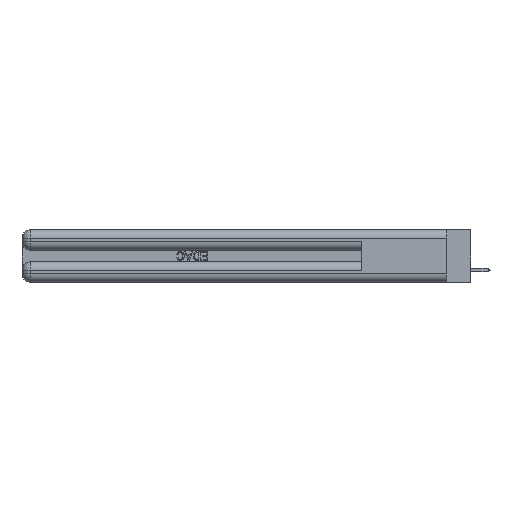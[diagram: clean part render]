
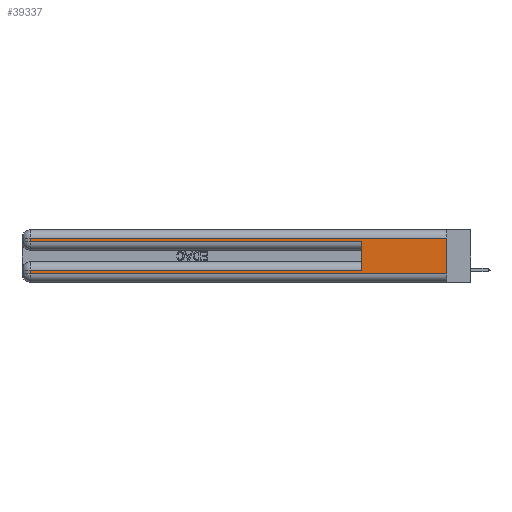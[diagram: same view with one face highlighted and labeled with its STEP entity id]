
A CAD part, left-side view. The second image highlights one B-rep face of the part: STEP entity #39337.
In plain terms, the highlighted planar face has unit normal (-1, 0, 0).
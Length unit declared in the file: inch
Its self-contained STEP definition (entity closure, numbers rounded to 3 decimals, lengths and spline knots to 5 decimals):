
#1335 = EDGE_CURVE ( 'NONE', #43833, #11510, #35875, .T. ) ;
#2626 = VERTEX_POINT ( 'NONE', #14230 ) ;
#3885 = CARTESIAN_POINT ( 'NONE',  ( 0., 0., 0.31 ) ) ;
#3997 = VECTOR ( 'NONE', #29820, 39.37008 ) ;
#7207 = EDGE_CURVE ( 'NONE', #17489, #31412, #12119, .T. ) ;
#8691 = EDGE_CURVE ( 'NONE', #2626, #32507, #10929, .T. ) ;
#10383 = VECTOR ( 'NONE', #43188, 39.37008 ) ;
#10489 = CARTESIAN_POINT ( 'NONE',  ( 0., 0., 0.085 ) ) ;
#10929 = LINE ( 'NONE', #20942, #19455 ) ;
#11510 = VERTEX_POINT ( 'NONE', #27202 ) ;
#11602 = CARTESIAN_POINT ( 'NONE',  ( 0., 2.94, 0.085 ) ) ;
#12119 = LINE ( 'NONE', #27767, #33692 ) ;
#13239 = DIRECTION ( 'NONE',  ( 0., 0., -1. ) ) ;
#14230 = CARTESIAN_POINT ( 'NONE',  ( 0., 0.6, 0.085 ) ) ;
#14926 = EDGE_CURVE ( 'NONE', #2626, #17489, #35853, .T. ) ;
#17489 = VERTEX_POINT ( 'NONE', #11602 ) ;
#19455 = VECTOR ( 'NONE', #21560, 39.37008 ) ;
#20039 = LINE ( 'NONE', #21384, #10383 ) ;
#20567 = PLANE ( 'NONE',  #20648 ) ;
#20648 = AXIS2_PLACEMENT_3D ( 'NONE', #34948, #27554, #13239 ) ;
#20942 = CARTESIAN_POINT ( 'NONE',  ( 0., 0.6, 0.145 ) ) ;
#21038 = DIRECTION ( 'NONE',  ( 0., 0., -1. ) ) ;
#21342 = VERTEX_POINT ( 'NONE', #37024 ) ;
#21384 = CARTESIAN_POINT ( 'NONE',  ( 0., 2.94, 0.37 ) ) ;
#21458 = DIRECTION ( 'NONE',  ( 0., 1., 0. ) ) ;
#21560 = DIRECTION ( 'NONE',  ( 0., 0., 1. ) ) ;
#21901 = DIRECTION ( 'NONE',  ( 0., 1., 0. ) ) ;
#21940 = CARTESIAN_POINT ( 'NONE',  ( 0., 2.94, 0.31 ) ) ;
#22522 = VECTOR ( 'NONE', #35038, 39.37008 ) ;
#22652 = CARTESIAN_POINT ( 'NONE',  ( 0., 0., 0.31 ) ) ;
#23372 = CARTESIAN_POINT ( 'NONE',  ( 0., 0., 0.37 ) ) ;
#25288 = ORIENTED_EDGE ( 'NONE', *, *, #39042, .T. ) ;
#25722 = ORIENTED_EDGE ( 'NONE', *, *, #8691, .F. ) ;
#25927 = EDGE_CURVE ( 'NONE', #21342, #32507, #44741, .T. ) ;
#26845 = VECTOR ( 'NONE', #21038, 39.37008 ) ;
#26900 = LINE ( 'NONE', #3885, #31439 ) ;
#27202 = CARTESIAN_POINT ( 'NONE',  ( 0., 0., 0.06 ) ) ;
#27554 = DIRECTION ( 'NONE',  ( 1., 0., 0. ) ) ;
#27715 = EDGE_LOOP ( 'NONE', ( #42104, #42536, #25288, #44398, #25722, #40935, #29638, #33911 ) ) ;
#27767 = CARTESIAN_POINT ( 'NONE',  ( 0., 2.94, 0.37 ) ) ;
#29638 = ORIENTED_EDGE ( 'NONE', *, *, #7207, .T. ) ;
#29820 = DIRECTION ( 'NONE',  ( 0., -1., 0. ) ) ;
#31220 = EDGE_CURVE ( 'NONE', #31412, #11510, #37232, .T. ) ;
#31227 = DIRECTION ( 'NONE',  ( 0., 0., -1. ) ) ;
#31412 = VERTEX_POINT ( 'NONE', #32172 ) ;
#31439 = VECTOR ( 'NONE', #21458, 39.37008 ) ;
#32172 = CARTESIAN_POINT ( 'NONE',  ( 0., 2.94, 0.06 ) ) ;
#32211 = CARTESIAN_POINT ( 'NONE',  ( 0., 0., 0.285 ) ) ;
#32507 = VERTEX_POINT ( 'NONE', #40215 ) ;
#33692 = VECTOR ( 'NONE', #31227, 39.37008 ) ;
#33911 = ORIENTED_EDGE ( 'NONE', *, *, #31220, .T. ) ;
#34948 = CARTESIAN_POINT ( 'NONE',  ( 0., 0., 0.37 ) ) ;
#35038 = DIRECTION ( 'NONE',  ( 0., -1., 0. ) ) ;
#35853 = LINE ( 'NONE', #10489, #46026 ) ;
#35875 = LINE ( 'NONE', #23372, #26845 ) ;
#37024 = CARTESIAN_POINT ( 'NONE',  ( 0., 2.94, 0.285 ) ) ;
#37232 = LINE ( 'NONE', #39295, #22522 ) ;
#39042 = EDGE_CURVE ( 'NONE', #39927, #21342, #20039, .T. ) ;
#39295 = CARTESIAN_POINT ( 'NONE',  ( 0., 0., 0.06 ) ) ;
#39337 = ADVANCED_FACE ( 'NONE', ( #42667 ), #20567, .F. ) ;
#39927 = VERTEX_POINT ( 'NONE', #21940 ) ;
#40215 = CARTESIAN_POINT ( 'NONE',  ( 0., 0.6, 0.285 ) ) ;
#40935 = ORIENTED_EDGE ( 'NONE', *, *, #14926, .T. ) ;
#42104 = ORIENTED_EDGE ( 'NONE', *, *, #1335, .F. ) ;
#42536 = ORIENTED_EDGE ( 'NONE', *, *, #43774, .T. ) ;
#42667 = FACE_OUTER_BOUND ( 'NONE', #27715, .T. ) ;
#43188 = DIRECTION ( 'NONE',  ( 0., 0., -1. ) ) ;
#43774 = EDGE_CURVE ( 'NONE', #43833, #39927, #26900, .T. ) ;
#43833 = VERTEX_POINT ( 'NONE', #22652 ) ;
#44398 = ORIENTED_EDGE ( 'NONE', *, *, #25927, .T. ) ;
#44741 = LINE ( 'NONE', #32211, #3997 ) ;
#46026 = VECTOR ( 'NONE', #21901, 39.37008 ) ;
